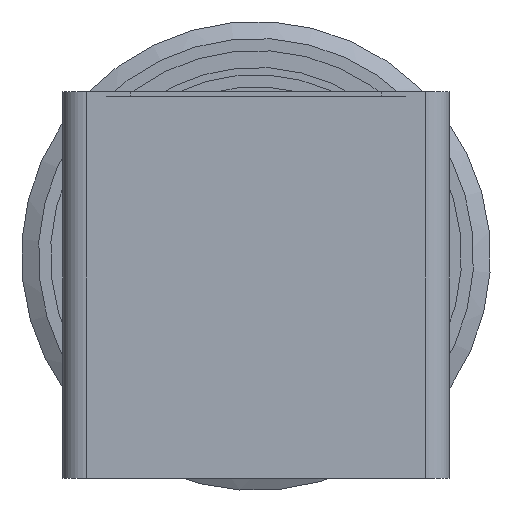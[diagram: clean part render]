
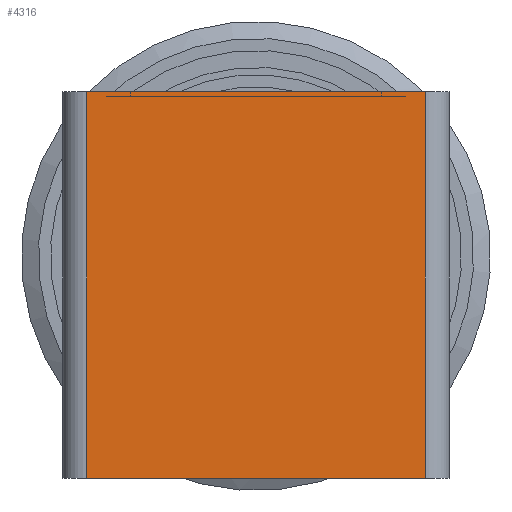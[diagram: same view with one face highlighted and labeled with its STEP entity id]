
A CAD part, left-side view. The second image highlights one B-rep face of the part: STEP entity #4316.
In plain terms, the highlighted planar face has unit normal (-1, 0, 0).
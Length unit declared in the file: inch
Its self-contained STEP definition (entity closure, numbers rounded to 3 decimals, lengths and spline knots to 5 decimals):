
#251 = VERTEX_POINT ( 'NONE', #3342 ) ;
#570 = DIRECTION ( 'NONE',  ( 0., 0., 1. ) ) ;
#609 = PLANE ( 'NONE',  #2944 ) ;
#776 = EDGE_LOOP ( 'NONE', ( #1166, #2935, #3351, #1336 ) ) ;
#788 = CARTESIAN_POINT ( 'NONE',  ( 0., -0.1378, -0.15748 ) ) ;
#878 = DIRECTION ( 'NONE',  ( 0., -1., 0. ) ) ;
#879 = CARTESIAN_POINT ( 'NONE',  ( 0., 0.1378, 0.15748 ) ) ;
#928 = DIRECTION ( 'NONE',  ( 0., -1., 0. ) ) ;
#1166 = ORIENTED_EDGE ( 'NONE', *, *, #3384, .F. ) ;
#1208 = LINE ( 'NONE', #879, #4086 ) ;
#1232 = VERTEX_POINT ( 'NONE', #2534 ) ;
#1336 = ORIENTED_EDGE ( 'NONE', *, *, #4081, .T. ) ;
#1483 = LINE ( 'NONE', #788, #3285 ) ;
#1489 = DIRECTION ( 'NONE',  ( 0., 0., -1. ) ) ;
#1555 = CARTESIAN_POINT ( 'NONE',  ( 0., 0.1378, 0.15748 ) ) ;
#1639 = VECTOR ( 'NONE', #928, 39.37008 ) ;
#1764 = CARTESIAN_POINT ( 'NONE',  ( 0., 0.1378, 0.15748 ) ) ;
#1905 = EDGE_CURVE ( 'NONE', #251, #2405, #2211, .T. ) ;
#1928 = VECTOR ( 'NONE', #3669, 39.37008 ) ;
#2211 = LINE ( 'NONE', #1555, #1639 ) ;
#2405 = VERTEX_POINT ( 'NONE', #2988 ) ;
#2534 = CARTESIAN_POINT ( 'NONE',  ( 0., -0.1378, -0.15748 ) ) ;
#2749 = CARTESIAN_POINT ( 'NONE',  ( 0., -0.1378, 0.15748 ) ) ;
#2935 = ORIENTED_EDGE ( 'NONE', *, *, #1905, .F. ) ;
#2944 = AXIS2_PLACEMENT_3D ( 'NONE', #1764, #3824, #1489 ) ;
#2988 = CARTESIAN_POINT ( 'NONE',  ( 0., -0.1378, 0.15748 ) ) ;
#3070 = LINE ( 'NONE', #2749, #1928 ) ;
#3133 = EDGE_CURVE ( 'NONE', #4253, #251, #1208, .T. ) ;
#3285 = VECTOR ( 'NONE', #878, 39.37008 ) ;
#3342 = CARTESIAN_POINT ( 'NONE',  ( 0., 0.1378, 0.15748 ) ) ;
#3351 = ORIENTED_EDGE ( 'NONE', *, *, #3133, .F. ) ;
#3384 = EDGE_CURVE ( 'NONE', #2405, #1232, #3070, .T. ) ;
#3622 = FACE_OUTER_BOUND ( 'NONE', #776, .T. ) ;
#3644 = CARTESIAN_POINT ( 'NONE',  ( 0., 0.1378, -0.15748 ) ) ;
#3669 = DIRECTION ( 'NONE',  ( 0., 0., -1. ) ) ;
#3824 = DIRECTION ( 'NONE',  ( 1., 0., 0. ) ) ;
#4081 = EDGE_CURVE ( 'NONE', #4253, #1232, #1483, .T. ) ;
#4086 = VECTOR ( 'NONE', #570, 39.37008 ) ;
#4253 = VERTEX_POINT ( 'NONE', #3644 ) ;
#4316 = ADVANCED_FACE ( 'NONE', ( #3622 ), #609, .F. ) ;
